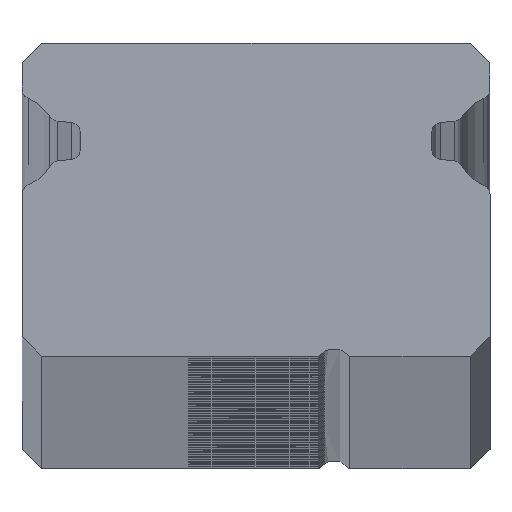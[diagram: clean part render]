
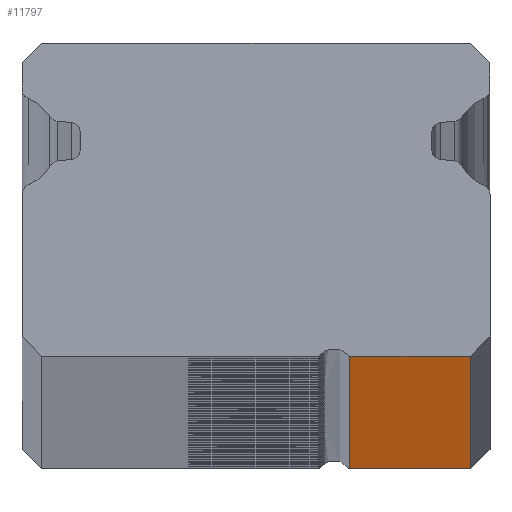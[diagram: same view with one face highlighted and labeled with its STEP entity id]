
A CAD part, top view. The second image highlights one B-rep face of the part: STEP entity #11797.
In plain terms, the highlighted planar face has unit normal (0, -1, 0).
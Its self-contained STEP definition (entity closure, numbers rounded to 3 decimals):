
#59 = DIRECTION ( 'NONE',  ( 0., 0., -1. ) ) ;
#209 = EDGE_CURVE ( 'NONE', #3823, #10119, #7690, .T. ) ;
#993 = ORIENTED_EDGE ( 'NONE', *, *, #11784, .F. ) ;
#1327 = CARTESIAN_POINT ( 'NONE',  ( 5.484, -5.5, 825. ) ) ;
#1713 = CARTESIAN_POINT ( 'NONE',  ( 5.484, -5.5, 825. ) ) ;
#2255 = DIRECTION ( 'NONE',  ( 1., 0., 0. ) ) ;
#2848 = FACE_OUTER_BOUND ( 'NONE', #11112, .T. ) ;
#2917 = VECTOR ( 'NONE', #3120, 1000. ) ;
#3120 = DIRECTION ( 'NONE',  ( 1., 0., 0. ) ) ;
#3350 = ORIENTED_EDGE ( 'NONE', *, *, #8412, .T. ) ;
#3535 = DIRECTION ( 'NONE',  ( 0., 0., -1. ) ) ;
#3823 = VERTEX_POINT ( 'NONE', #10850 ) ;
#4090 = CARTESIAN_POINT ( 'NONE',  ( 2.393, -5.5, -825. ) ) ;
#4337 = VERTEX_POINT ( 'NONE', #1713 ) ;
#4572 = DIRECTION ( 'NONE',  ( 0., 0., 1. ) ) ;
#4635 = VECTOR ( 'NONE', #3535, 1000. ) ;
#5232 = VECTOR ( 'NONE', #2255, 1000. ) ;
#5430 = AXIS2_PLACEMENT_3D ( 'NONE', #6564, #9678, #4572 ) ;
#5858 = CARTESIAN_POINT ( 'NONE',  ( 5.484, -5.5, -825. ) ) ;
#6307 = CARTESIAN_POINT ( 'NONE',  ( 2.393, -5.5, 825. ) ) ;
#6564 = CARTESIAN_POINT ( 'NONE',  ( 2.393, -5.5, 825. ) ) ;
#6722 = EDGE_CURVE ( 'NONE', #3823, #4337, #10765, .T. ) ;
#7238 = LINE ( 'NONE', #1327, #4635 ) ;
#7690 = LINE ( 'NONE', #6307, #10318 ) ;
#7794 = LINE ( 'NONE', #11601, #2917 ) ;
#8412 = EDGE_CURVE ( 'NONE', #10119, #11922, #7794, .T. ) ;
#9678 = DIRECTION ( 'NONE',  ( 0., 1., 0. ) ) ;
#9703 = ORIENTED_EDGE ( 'NONE', *, *, #6722, .F. ) ;
#10119 = VERTEX_POINT ( 'NONE', #4090 ) ;
#10318 = VECTOR ( 'NONE', #59, 1000. ) ;
#10765 = LINE ( 'NONE', #12707, #5232 ) ;
#10850 = CARTESIAN_POINT ( 'NONE',  ( 2.393, -5.5, 825. ) ) ;
#11112 = EDGE_LOOP ( 'NONE', ( #3350, #993, #9703, #11313 ) ) ;
#11313 = ORIENTED_EDGE ( 'NONE', *, *, #209, .T. ) ;
#11601 = CARTESIAN_POINT ( 'NONE',  ( 2.393, -5.5, -825. ) ) ;
#11784 = EDGE_CURVE ( 'NONE', #4337, #11922, #7238, .T. ) ;
#11797 = ADVANCED_FACE ( 'NONE', ( #2848 ), #12735, .F. ) ;
#11922 = VERTEX_POINT ( 'NONE', #5858 ) ;
#12707 = CARTESIAN_POINT ( 'NONE',  ( 2.393, -5.5, 825. ) ) ;
#12735 = PLANE ( 'NONE',  #5430 ) ;
